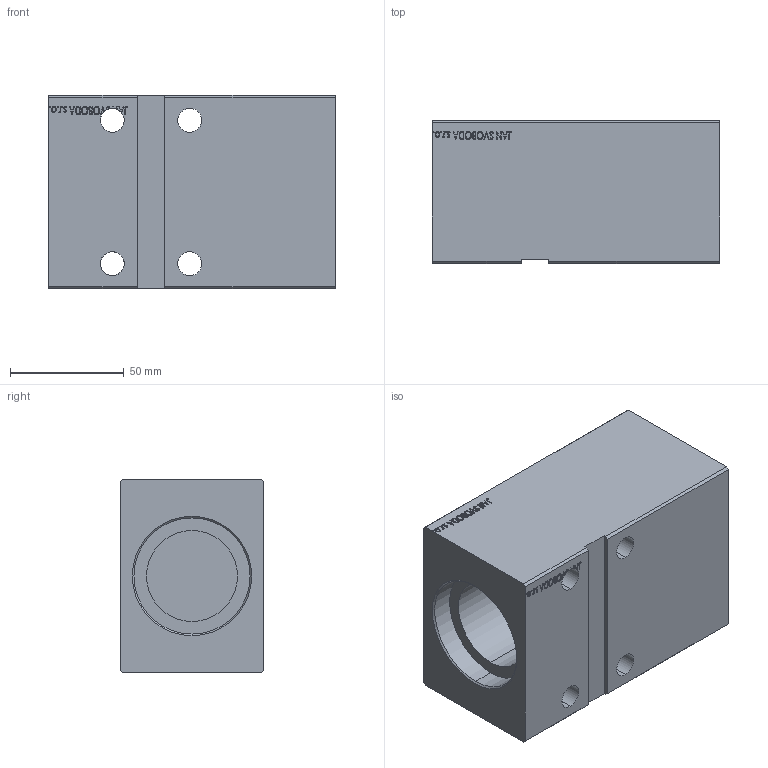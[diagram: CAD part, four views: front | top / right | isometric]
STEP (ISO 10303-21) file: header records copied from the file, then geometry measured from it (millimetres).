
FILE_DESCRIPTION (( 'STEP AP203' ), '1' );
FILE_NAME ('8ad3.STEP', '2024-02-11T12:33:13', ( '' ), ( '' ), 'SwSTEP 2.0', 'SolidWorks 2019', '' );
FILE_SCHEMA (( 'CONFIG_CONTROL_DESIGN' ));
Length unit declared in the file: millimetre
Products named in the file (1): 8ad3
Bounding box: 126 x 63 x 85 mm (x, y, z)
Volume: 496337.2 mm3; surface area: 71369.4 mm2
Topology: 1 solids, 1 shells, 781 faces, 2053 edges, 1368 vertices
Faces by surface type: plane 384, bspline 364, cylinder 31, cone 2
Entity records: 40989 total; most frequent: CARTESIAN_POINT 24020, ORIENTED_EDGE 4106, DIRECTION 2241, EDGE_CURVE 2053, VERTEX_POINT 1368, LINE 1229, VECTOR 1229, EDGE_LOOP 885
